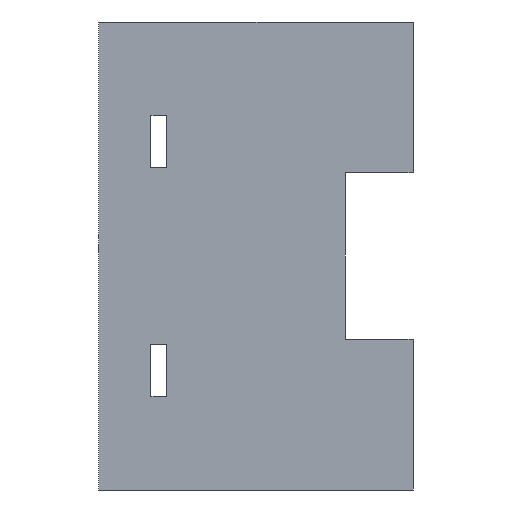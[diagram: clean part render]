
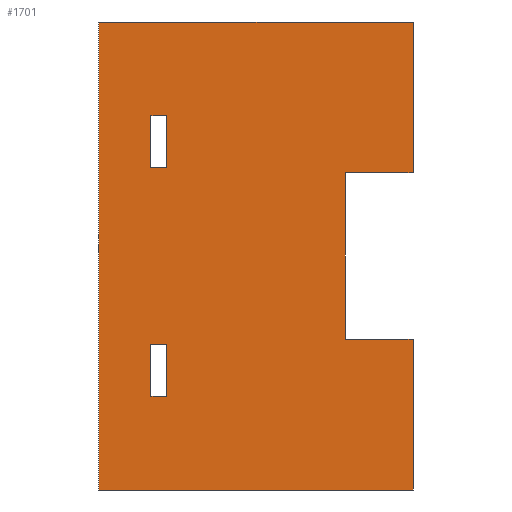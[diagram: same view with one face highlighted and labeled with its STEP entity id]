
A CAD part, left-side view. The second image highlights one B-rep face of the part: STEP entity #1701.
In plain terms, the highlighted planar face has unit normal (-1, 0, 0).
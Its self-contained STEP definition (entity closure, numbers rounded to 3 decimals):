
#37=FACE_BOUND('',#190,.T.);
#38=FACE_BOUND('',#191,.T.);
#101=FACE_OUTER_BOUND('',#189,.T.);
#189=EDGE_LOOP('',(#1293,#1294,#1295,#1296,#1297,#1298,#1299,#1300));
#190=EDGE_LOOP('',(#1301,#1302,#1303,#1304));
#191=EDGE_LOOP('',(#1305,#1306,#1307,#1308));
#258=LINE('',#2294,#478);
#265=LINE('',#2308,#485);
#268=LINE('',#2314,#488);
#281=LINE('',#2342,#501);
#285=LINE('',#2351,#505);
#289=LINE('',#2358,#509);
#317=LINE('',#2520,#537);
#337=LINE('',#2558,#557);
#355=LINE('',#2595,#575);
#356=LINE('',#2597,#576);
#357=LINE('',#2599,#577);
#358=LINE('',#2601,#578);
#359=LINE('',#2603,#579);
#360=LINE('',#2605,#580);
#361=LINE('',#2607,#581);
#362=LINE('',#2608,#582);
#478=VECTOR('',#1868,10.);
#485=VECTOR('',#1879,10.);
#488=VECTOR('',#1884,10.);
#501=VECTOR('',#1905,10.);
#505=VECTOR('',#1911,10.);
#509=VECTOR('',#1917,10.);
#537=VECTOR('',#1959,10.);
#557=VECTOR('',#1999,10.);
#575=VECTOR('',#2037,10.);
#576=VECTOR('',#2038,10.);
#577=VECTOR('',#2039,10.);
#578=VECTOR('',#2040,10.);
#579=VECTOR('',#2041,10.);
#580=VECTOR('',#2042,10.);
#581=VECTOR('',#2043,10.);
#582=VECTOR('',#2044,10.);
#697=VERTEX_POINT('',#2292);
#698=VERTEX_POINT('',#2293);
#703=VERTEX_POINT('',#2307);
#705=VERTEX_POINT('',#2313);
#715=VERTEX_POINT('',#2340);
#716=VERTEX_POINT('',#2341);
#719=VERTEX_POINT('',#2349);
#720=VERTEX_POINT('',#2350);
#771=VERTEX_POINT('',#2593);
#772=VERTEX_POINT('',#2594);
#773=VERTEX_POINT('',#2596);
#774=VERTEX_POINT('',#2598);
#775=VERTEX_POINT('',#2600);
#776=VERTEX_POINT('',#2602);
#777=VERTEX_POINT('',#2604);
#778=VERTEX_POINT('',#2606);
#862=EDGE_CURVE('',#697,#698,#258,.T.);
#869=EDGE_CURVE('',#703,#697,#265,.T.);
#872=EDGE_CURVE('',#698,#705,#268,.T.);
#885=EDGE_CURVE('',#715,#716,#281,.T.);
#889=EDGE_CURVE('',#719,#720,#285,.T.);
#893=EDGE_CURVE('',#720,#715,#289,.T.);
#929=EDGE_CURVE('',#716,#719,#317,.T.);
#949=EDGE_CURVE('',#705,#703,#337,.T.);
#967=EDGE_CURVE('',#771,#772,#355,.T.);
#968=EDGE_CURVE('',#773,#772,#356,.T.);
#969=EDGE_CURVE('',#774,#773,#357,.T.);
#970=EDGE_CURVE('',#774,#775,#358,.T.);
#971=EDGE_CURVE('',#775,#776,#359,.T.);
#972=EDGE_CURVE('',#776,#777,#360,.T.);
#973=EDGE_CURVE('',#778,#777,#361,.T.);
#974=EDGE_CURVE('',#771,#778,#362,.T.);
#1293=ORIENTED_EDGE('',*,*,#967,.T.);
#1294=ORIENTED_EDGE('',*,*,#968,.F.);
#1295=ORIENTED_EDGE('',*,*,#969,.F.);
#1296=ORIENTED_EDGE('',*,*,#970,.T.);
#1297=ORIENTED_EDGE('',*,*,#971,.T.);
#1298=ORIENTED_EDGE('',*,*,#972,.T.);
#1299=ORIENTED_EDGE('',*,*,#973,.F.);
#1300=ORIENTED_EDGE('',*,*,#974,.F.);
#1301=ORIENTED_EDGE('',*,*,#872,.T.);
#1302=ORIENTED_EDGE('',*,*,#949,.T.);
#1303=ORIENTED_EDGE('',*,*,#869,.T.);
#1304=ORIENTED_EDGE('',*,*,#862,.T.);
#1305=ORIENTED_EDGE('',*,*,#889,.T.);
#1306=ORIENTED_EDGE('',*,*,#893,.T.);
#1307=ORIENTED_EDGE('',*,*,#885,.T.);
#1308=ORIENTED_EDGE('',*,*,#929,.T.);
#1627=PLANE('',#1791);
#1701=ADVANCED_FACE('',(#101,#37,#38),#1627,.F.);
#1791=AXIS2_PLACEMENT_3D('',#2592,#2035,#2036);
#1868=DIRECTION('',(0.,0.,-1.));
#1879=DIRECTION('',(0.,-1.,0.));
#1884=DIRECTION('',(0.,1.,0.));
#1905=DIRECTION('',(0.,1.,0.));
#1911=DIRECTION('',(0.,-1.,0.));
#1917=DIRECTION('',(0.,0.,-1.));
#1959=DIRECTION('',(0.,0.,1.));
#1999=DIRECTION('',(0.,0.,1.));
#2035=DIRECTION('center_axis',(1.,0.,0.));
#2036=DIRECTION('ref_axis',(0.,0.,-1.));
#2037=DIRECTION('',(0.,0.,1.));
#2038=DIRECTION('',(0.,-1.,0.));
#2039=DIRECTION('',(0.,0.,1.));
#2040=DIRECTION('',(0.,-1.,0.));
#2041=DIRECTION('',(0.,0.,1.));
#2042=DIRECTION('',(0.,1.,0.));
#2043=DIRECTION('',(0.,0.,-1.));
#2044=DIRECTION('',(0.,1.,0.));
#2292=CARTESIAN_POINT('',(7.1,12.9,-43.5));
#2293=CARTESIAN_POINT('',(7.1,12.9,-48.5));
#2294=CARTESIAN_POINT('',(7.1,12.9,-61.5));
#2307=CARTESIAN_POINT('',(7.1,14.4,-43.5));
#2308=CARTESIAN_POINT('',(7.1,5.15,-43.5));
#2313=CARTESIAN_POINT('',(7.1,14.4,-48.5));
#2314=CARTESIAN_POINT('',(7.1,4.4,-48.5));
#2340=CARTESIAN_POINT('',(7.1,12.9,-70.5));
#2341=CARTESIAN_POINT('',(7.1,14.4,-70.5));
#2342=CARTESIAN_POINT('',(7.1,4.4,-70.5));
#2349=CARTESIAN_POINT('',(7.1,14.4,-65.5));
#2350=CARTESIAN_POINT('',(7.1,12.9,-65.5));
#2351=CARTESIAN_POINT('',(7.1,5.15,-65.5));
#2358=CARTESIAN_POINT('',(7.1,12.9,-72.5));
#2520=CARTESIAN_POINT('',(7.1,14.4,-75.));
#2558=CARTESIAN_POINT('',(7.1,14.4,-64.));
#2592=CARTESIAN_POINT('Origin',(7.1,-4.1,-79.5));
#2593=CARTESIAN_POINT('',(7.1,-10.8,-49.));
#2594=CARTESIAN_POINT('',(7.1,-10.8,-34.5));
#2595=CARTESIAN_POINT('',(7.1,-10.8,-68.25));
#2596=CARTESIAN_POINT('',(7.1,19.4,-34.5));
#2597=CARTESIAN_POINT('',(7.1,-4.1,-34.5));
#2598=CARTESIAN_POINT('',(7.1,19.4,-79.5));
#2599=CARTESIAN_POINT('',(7.1,19.4,-68.25));
#2600=CARTESIAN_POINT('',(7.1,-10.8,-79.5));
#2601=CARTESIAN_POINT('',(7.1,-4.1,-79.5));
#2602=CARTESIAN_POINT('',(7.1,-10.8,-65.));
#2603=CARTESIAN_POINT('',(7.1,-10.8,-68.25));
#2604=CARTESIAN_POINT('',(7.1,-4.3,-65.));
#2605=CARTESIAN_POINT('',(7.1,-5.2,-65.));
#2606=CARTESIAN_POINT('',(7.1,-4.3,-49.));
#2607=CARTESIAN_POINT('',(7.1,-4.3,-68.25));
#2608=CARTESIAN_POINT('',(7.1,-5.2,-49.));
